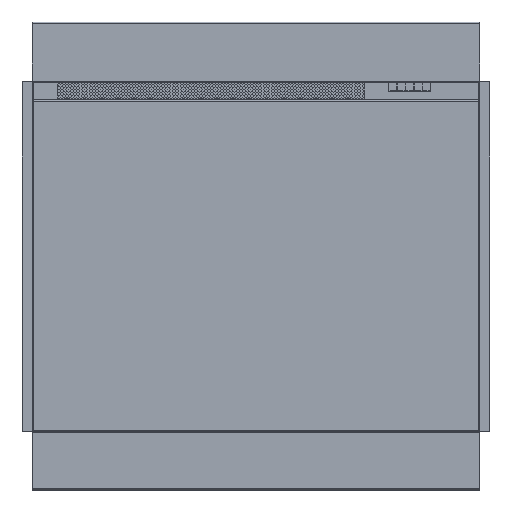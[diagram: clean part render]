
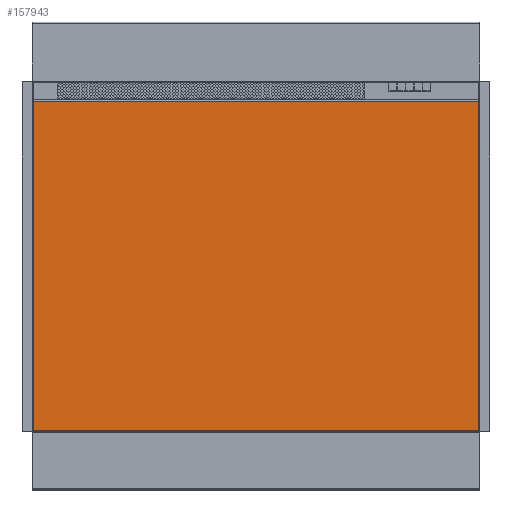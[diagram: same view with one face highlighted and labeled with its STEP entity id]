
A CAD part, top view. The second image highlights one B-rep face of the part: STEP entity #157943.
In plain terms, the highlighted planar face has unit normal (0, 0, 1).
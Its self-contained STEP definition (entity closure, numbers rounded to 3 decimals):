
#395 = DIRECTION ( 'NONE',  ( 0., 0., 1. ) ) ;
#761 = VERTEX_POINT ( 'NONE', #3509 ) ;
#1421 = VECTOR ( 'NONE', #59393, 1000. ) ;
#3509 = CARTESIAN_POINT ( 'NONE',  ( -279., 72.263, -1. ) ) ;
#11951 = FACE_OUTER_BOUND ( 'NONE', #71407, .T. ) ;
#16203 = VECTOR ( 'NONE', #126151, 1000. ) ;
#18026 = CARTESIAN_POINT ( 'NONE',  ( 279., 486., -1. ) ) ;
#20748 = LINE ( 'NONE', #158136, #1421 ) ;
#25724 = EDGE_CURVE ( 'NONE', #75543, #761, #103030, .T. ) ;
#35253 = CARTESIAN_POINT ( 'NONE',  ( 279., 72.263, -1. ) ) ;
#46899 = VERTEX_POINT ( 'NONE', #68257 ) ;
#49791 = CARTESIAN_POINT ( 'NONE',  ( 279., 1068.022, -1. ) ) ;
#59282 = VECTOR ( 'NONE', #151258, 1000. ) ;
#59393 = DIRECTION ( 'NONE',  ( -1., 0., 0. ) ) ;
#62804 = CARTESIAN_POINT ( 'NONE',  ( -279., 1068.022, -1. ) ) ;
#64055 = VECTOR ( 'NONE', #68184, 1000. ) ;
#65485 = EDGE_CURVE ( 'NONE', #46899, #112371, #99446, .T. ) ;
#65837 = ORIENTED_EDGE ( 'NONE', *, *, #156457, .F. ) ;
#68184 = DIRECTION ( 'NONE',  ( 1., 0., 0. ) ) ;
#68257 = CARTESIAN_POINT ( 'NONE',  ( 279., 486., -1. ) ) ;
#71407 = EDGE_LOOP ( 'NONE', ( #74606, #81394, #65837, #149174 ) ) ;
#74606 = ORIENTED_EDGE ( 'NONE', *, *, #92321, .F. ) ;
#75543 = VERTEX_POINT ( 'NONE', #76903 ) ;
#76903 = CARTESIAN_POINT ( 'NONE',  ( -279., 486., -1. ) ) ;
#81394 = ORIENTED_EDGE ( 'NONE', *, *, #25724, .T. ) ;
#92321 = EDGE_CURVE ( 'NONE', #75543, #46899, #130731, .T. ) ;
#99446 = LINE ( 'NONE', #112615, #59282 ) ;
#99939 = DIRECTION ( 'NONE',  ( 1., 0., 0. ) ) ;
#103030 = LINE ( 'NONE', #62804, #16203 ) ;
#112311 = PLANE ( 'NONE',  #146168 ) ;
#112371 = VERTEX_POINT ( 'NONE', #35253 ) ;
#112615 = CARTESIAN_POINT ( 'NONE',  ( 279., 1068.022, -1. ) ) ;
#126151 = DIRECTION ( 'NONE',  ( 0., -1., 0. ) ) ;
#130731 = LINE ( 'NONE', #18026, #64055 ) ;
#146168 = AXIS2_PLACEMENT_3D ( 'NONE', #49791, #395, #99939 ) ;
#149174 = ORIENTED_EDGE ( 'NONE', *, *, #65485, .F. ) ;
#151258 = DIRECTION ( 'NONE',  ( 0., -1., 0. ) ) ;
#156457 = EDGE_CURVE ( 'NONE', #112371, #761, #20748, .T. ) ;
#157943 = ADVANCED_FACE ( 'NONE', ( #11951 ), #112311, .T. ) ;
#158136 = CARTESIAN_POINT ( 'NONE',  ( 279., 72.263, -1. ) ) ;
